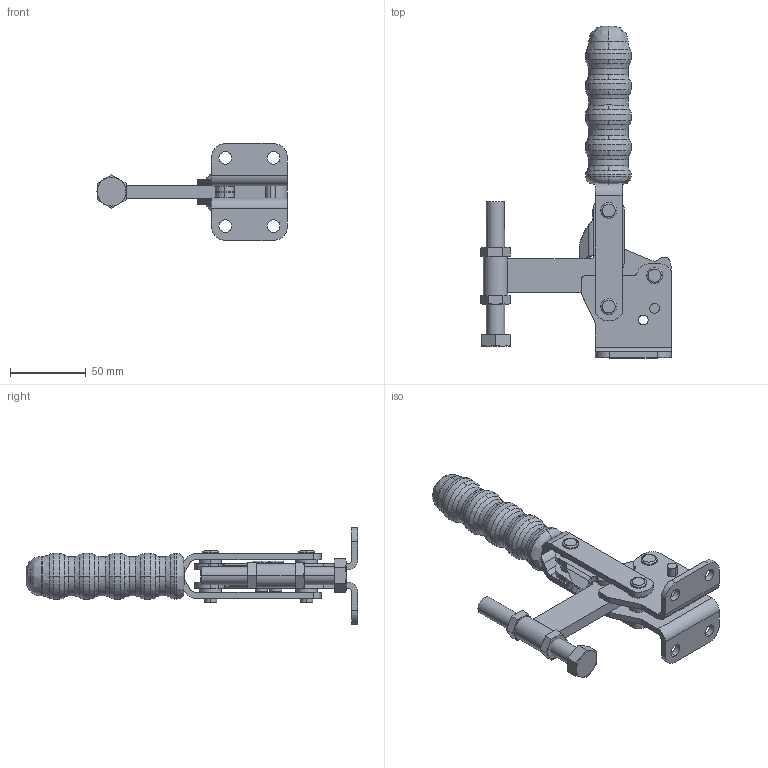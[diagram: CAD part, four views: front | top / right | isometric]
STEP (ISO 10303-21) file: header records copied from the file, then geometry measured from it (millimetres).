
FILE_DESCRIPTION (( 'STEP AP203' ), '1' );
FILE_NAME ('V350-2C-3D.STEP', '2014-09-08T08:30:32', ( 'andy' ), ( 'Hewlett-Packard Company' ), 'SwSTEP 2.0', 'SolidWorks 2014', '' );
FILE_SCHEMA (( 'CONFIG_CONTROL_DESIGN' ));
Length unit declared in the file: millimetre
Products named in the file (1): V350-2C-3D
Bounding box: 125.64 x 218.4 x 63.84 mm (x, y, z)
Volume: 157087.8 mm3; surface area: 80323.4 mm2
Topology: 23 solids, 23 shells, 413 faces, 990 edges, 637 vertices
Faces by surface type: cylinder 187, plane 130, bspline 54, cone 42
Entity records: 13446 total; most frequent: CARTESIAN_POINT 3571, DIRECTION 2143, ORIENTED_EDGE 1980, EDGE_CURVE 990, AXIS2_PLACEMENT_3D 878, VERTEX_POINT 637, CIRCLE 518, EDGE_LOOP 489
